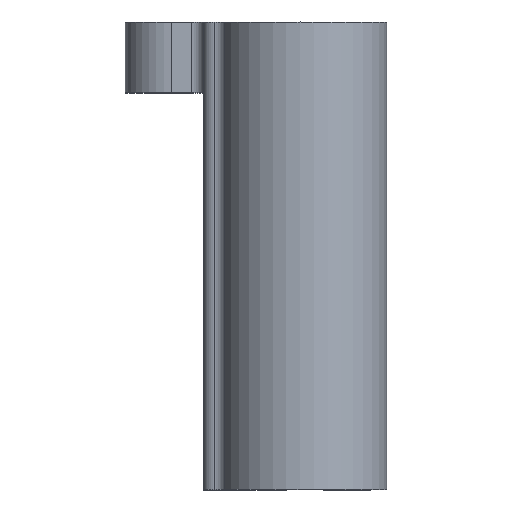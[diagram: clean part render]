
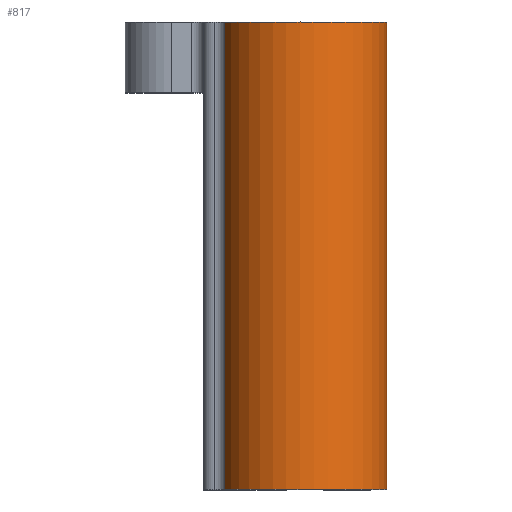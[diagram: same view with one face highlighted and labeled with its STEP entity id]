
A CAD part, top view. The second image highlights one B-rep face of the part: STEP entity #817.
In plain terms, the highlighted cylindrical face has radius 7.193 mm (diameter 14.387 mm), a partial arc.
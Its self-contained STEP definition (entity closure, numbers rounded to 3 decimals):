
#64=LINE('',#1386,#130);
#66=LINE('',#1392,#132);
#130=VECTOR('',#1067,1000.);
#132=VECTOR('',#1073,1000.);
#279=ORIENTED_EDGE('',*,*,#478,.T.);
#280=ORIENTED_EDGE('',*,*,#479,.T.);
#281=ORIENTED_EDGE('',*,*,#480,.F.);
#282=ORIENTED_EDGE('',*,*,#476,.T.);
#476=EDGE_CURVE('',#573,#572,#64,.T.);
#478=EDGE_CURVE('',#572,#574,#613,.T.);
#479=EDGE_CURVE('',#574,#575,#66,.F.);
#480=EDGE_CURVE('',#573,#575,#614,.T.);
#572=VERTEX_POINT('',#1385);
#573=VERTEX_POINT('',#1387);
#574=VERTEX_POINT('',#1391);
#575=VERTEX_POINT('',#1393);
#613=CIRCLE('',#896,7.193);
#614=CIRCLE('',#897,7.193);
#666=EDGE_LOOP('',(#279,#280,#281,#282));
#737=FACE_BOUND('',#666,.T.);
#781=CYLINDRICAL_SURFACE('',#895,7.193);
#817=ADVANCED_FACE('',(#737),#781,.T.);
#895=AXIS2_PLACEMENT_3D('',#1389,#1069,#1070);
#896=AXIS2_PLACEMENT_3D('',#1390,#1071,#1072);
#897=AXIS2_PLACEMENT_3D('',#1394,#1074,#1075);
#1067=DIRECTION('',(0.,1.,0.));
#1069=DIRECTION('',(0.,1.,0.));
#1070=DIRECTION('',(0.,0.,1.));
#1071=DIRECTION('',(0.,-1.,0.));
#1072=DIRECTION('',(1.,0.,0.));
#1073=DIRECTION('',(0.,1.,0.));
#1074=DIRECTION('',(0.,-1.,0.));
#1075=DIRECTION('',(-1.,0.,0.));
#1385=CARTESIAN_POINT('',(15.681,2.,146.446));
#1386=CARTESIAN_POINT('',(15.681,-8.,146.446));
#1387=CARTESIAN_POINT('',(15.681,-38.,146.446));
#1389=CARTESIAN_POINT('',(8.5,-8.,146.861));
#1390=CARTESIAN_POINT('',(8.5,2.,146.861));
#1391=CARTESIAN_POINT('',(1.806,2.,149.495));
#1392=CARTESIAN_POINT('',(1.806,-8.,149.495));
#1393=CARTESIAN_POINT('',(1.806,-38.,149.495));
#1394=CARTESIAN_POINT('',(8.5,-38.,146.861));
